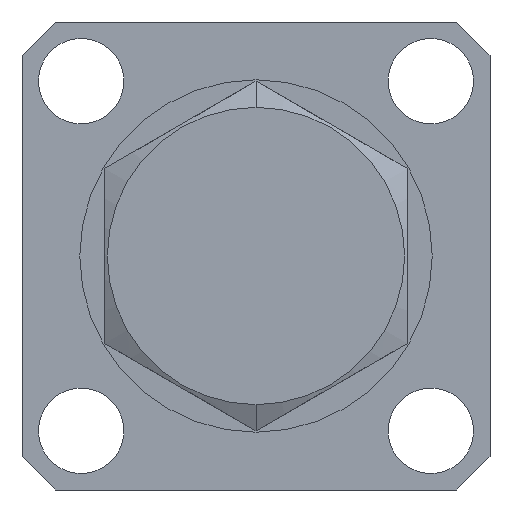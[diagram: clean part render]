
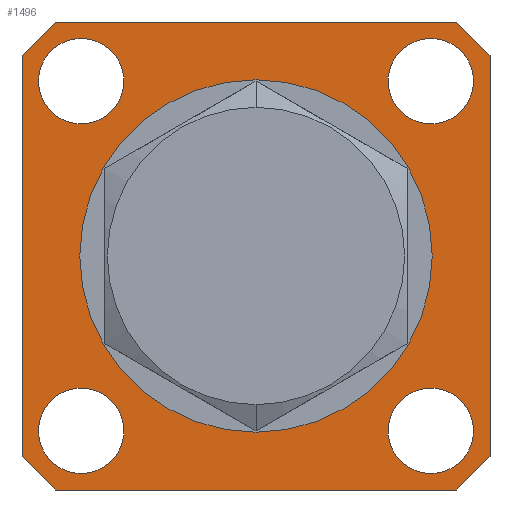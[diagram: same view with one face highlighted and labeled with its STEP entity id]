
A CAD part, front view. The second image highlights one B-rep face of the part: STEP entity #1496.
In plain terms, the highlighted planar face has unit normal (0, -1, 0).
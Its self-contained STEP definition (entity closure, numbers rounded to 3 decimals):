
#167=CARTESIAN_POINT('',(0.,-3.2,0.));
#168=DIRECTION('',(0.,1.,0.));
#169=DIRECTION('',(0.,0.,-1.));
#170=AXIS2_PLACEMENT_3D('',#167,#168,#169);
#177=CARTESIAN_POINT('',(6.35,-3.2,6.35));
#178=DIRECTION('',(0.,-1.,0.));
#179=DIRECTION('',(-1.,0.,0.));
#180=AXIS2_PLACEMENT_3D('',#177,#178,#179);
#182=CARTESIAN_POINT('',(6.35,-3.2,6.35));
#183=DIRECTION('',(0.,-1.,0.));
#184=DIRECTION('',(1.,0.,0.));
#185=AXIS2_PLACEMENT_3D('',#182,#183,#184);
#187=CARTESIAN_POINT('',(-6.35,-3.2,6.35));
#188=DIRECTION('',(0.,-1.,0.));
#189=DIRECTION('',(-1.,0.,0.));
#190=AXIS2_PLACEMENT_3D('',#187,#188,#189);
#192=CARTESIAN_POINT('',(-6.35,-3.2,6.35));
#193=DIRECTION('',(0.,-1.,0.));
#194=DIRECTION('',(1.,0.,0.));
#195=AXIS2_PLACEMENT_3D('',#192,#193,#194);
#197=CARTESIAN_POINT('',(-6.35,-3.2,-6.35));
#198=DIRECTION('',(0.,-1.,0.));
#199=DIRECTION('',(-1.,0.,0.));
#200=AXIS2_PLACEMENT_3D('',#197,#198,#199);
#202=CARTESIAN_POINT('',(-6.35,-3.2,-6.35));
#203=DIRECTION('',(0.,-1.,0.));
#204=DIRECTION('',(1.,0.,0.));
#205=AXIS2_PLACEMENT_3D('',#202,#203,#204);
#207=CARTESIAN_POINT('',(6.35,-3.2,-6.35));
#208=DIRECTION('',(0.,-1.,0.));
#209=DIRECTION('',(-1.,0.,0.));
#210=AXIS2_PLACEMENT_3D('',#207,#208,#209);
#212=CARTESIAN_POINT('',(6.35,-3.2,-6.35));
#213=DIRECTION('',(0.,-1.,0.));
#214=DIRECTION('',(1.,0.,0.));
#215=AXIS2_PLACEMENT_3D('',#212,#213,#214);
#217=DIRECTION('',(0.707,0.,0.707));
#218=VECTOR('',#217,1.697);
#219=CARTESIAN_POINT('',(7.3,-3.2,-8.5));
#220=LINE('',#219,#218);
#221=DIRECTION('',(-1.,0.,0.));
#222=VECTOR('',#221,14.6);
#223=CARTESIAN_POINT('',(7.3,-3.2,-8.5));
#224=LINE('',#223,#222);
#225=DIRECTION('',(0.707,0.,-0.707));
#226=VECTOR('',#225,1.697);
#227=CARTESIAN_POINT('',(-8.5,-3.2,-7.3));
#228=LINE('',#227,#226);
#229=DIRECTION('',(0.,0.,1.));
#230=VECTOR('',#229,14.6);
#231=CARTESIAN_POINT('',(-8.5,-3.2,-7.3));
#232=LINE('',#231,#230);
#233=DIRECTION('',(-0.707,0.,-0.707));
#234=VECTOR('',#233,1.697);
#235=CARTESIAN_POINT('',(-7.3,-3.2,8.5));
#236=LINE('',#235,#234);
#237=DIRECTION('',(1.,0.,0.));
#238=VECTOR('',#237,14.6);
#239=CARTESIAN_POINT('',(-7.3,-3.2,8.5));
#240=LINE('',#239,#238);
#241=DIRECTION('',(-0.707,0.,0.707));
#242=VECTOR('',#241,1.697);
#243=CARTESIAN_POINT('',(8.5,-3.2,7.3));
#244=LINE('',#243,#242);
#245=DIRECTION('',(0.,0.,-1.));
#246=VECTOR('',#245,14.6);
#247=CARTESIAN_POINT('',(8.5,-3.2,7.3));
#248=LINE('',#247,#246);
#967=CARTESIAN_POINT('',(0.,-3.2,0.));
#968=DIRECTION('',(0.,1.,0.));
#969=DIRECTION('',(0.,0.,1.));
#970=AXIS2_PLACEMENT_3D('',#967,#968,#969);
#1047=CARTESIAN_POINT('',(4.8,-3.2,6.35));
#1048=CARTESIAN_POINT('',(7.9,-3.2,6.35));
#1049=VERTEX_POINT('',#1047);
#1050=VERTEX_POINT('',#1048);
#1051=CARTESIAN_POINT('',(-7.9,-3.2,6.35));
#1052=CARTESIAN_POINT('',(-4.8,-3.2,6.35));
#1053=VERTEX_POINT('',#1051);
#1054=VERTEX_POINT('',#1052);
#1055=CARTESIAN_POINT('',(-7.9,-3.2,-6.35));
#1056=CARTESIAN_POINT('',(-4.8,-3.2,-6.35));
#1057=VERTEX_POINT('',#1055);
#1058=VERTEX_POINT('',#1056);
#1059=CARTESIAN_POINT('',(4.8,-3.2,-6.35));
#1060=CARTESIAN_POINT('',(7.9,-3.2,-6.35));
#1061=VERTEX_POINT('',#1059);
#1062=VERTEX_POINT('',#1060);
#1063=CARTESIAN_POINT('',(0.,-3.2,-6.4));
#1064=CARTESIAN_POINT('',(0.,-3.2,6.4));
#1065=VERTEX_POINT('',#1063);
#1066=VERTEX_POINT('',#1064);
#1067=CARTESIAN_POINT('',(7.3,-3.2,-8.5));
#1068=CARTESIAN_POINT('',(8.5,-3.2,-7.3));
#1069=VERTEX_POINT('',#1067);
#1070=VERTEX_POINT('',#1068);
#1075=CARTESIAN_POINT('',(8.5,-3.2,7.3));
#1076=CARTESIAN_POINT('',(7.3,-3.2,8.5));
#1077=VERTEX_POINT('',#1075);
#1078=VERTEX_POINT('',#1076);
#1087=CARTESIAN_POINT('',(-7.3,-3.2,-8.5));
#1088=VERTEX_POINT('',#1087);
#1089=CARTESIAN_POINT('',(-7.3,-3.2,8.5));
#1090=VERTEX_POINT('',#1089);
#1091=CARTESIAN_POINT('',(-8.5,-3.2,-7.3));
#1092=VERTEX_POINT('',#1091);
#1095=CARTESIAN_POINT('',(-8.5,-3.2,7.3));
#1096=VERTEX_POINT('',#1095);
#1444=CARTESIAN_POINT('',(0.,-3.2,0.));
#1445=DIRECTION('',(0.,1.,0.));
#1446=DIRECTION('',(-1.,0.,0.));
#1447=AXIS2_PLACEMENT_3D('',#1444,#1445,#1446);
#1448=PLANE('',#1447);
#1450=ORIENTED_EDGE('',*,*,#1449,.F.);
#1452=ORIENTED_EDGE('',*,*,#1451,.T.);
#1454=ORIENTED_EDGE('',*,*,#1453,.F.);
#1456=ORIENTED_EDGE('',*,*,#1455,.T.);
#1458=ORIENTED_EDGE('',*,*,#1457,.F.);
#1460=ORIENTED_EDGE('',*,*,#1459,.T.);
#1462=ORIENTED_EDGE('',*,*,#1461,.F.);
#1464=ORIENTED_EDGE('',*,*,#1463,.T.);
#1465=EDGE_LOOP('',(#1450,#1452,#1454,#1456,#1458,#1460,#1462,#1464));
#1466=FACE_OUTER_BOUND('',#1465,.F.);
#1468=ORIENTED_EDGE('',*,*,#1467,.T.);
#1470=ORIENTED_EDGE('',*,*,#1469,.T.);
#1471=EDGE_LOOP('',(#1468,#1470));
#1472=FACE_BOUND('',#1471,.F.);
#1474=ORIENTED_EDGE('',*,*,#1473,.T.);
#1476=ORIENTED_EDGE('',*,*,#1475,.T.);
#1477=EDGE_LOOP('',(#1474,#1476));
#1478=FACE_BOUND('',#1477,.F.);
#1480=ORIENTED_EDGE('',*,*,#1479,.T.);
#1482=ORIENTED_EDGE('',*,*,#1481,.T.);
#1483=EDGE_LOOP('',(#1480,#1482));
#1484=FACE_BOUND('',#1483,.F.);
#1485=ORIENTED_EDGE('',*,*,#1434,.F.);
#1487=ORIENTED_EDGE('',*,*,#1486,.F.);
#1488=EDGE_LOOP('',(#1485,#1487));
#1489=FACE_BOUND('',#1488,.F.);
#1491=ORIENTED_EDGE('',*,*,#1490,.T.);
#1493=ORIENTED_EDGE('',*,*,#1492,.T.);
#1494=EDGE_LOOP('',(#1491,#1493));
#1495=FACE_BOUND('',#1494,.F.);
#171=CIRCLE('',#170,6.4);
#181=CIRCLE('',#180,1.55);
#186=CIRCLE('',#185,1.55);
#191=CIRCLE('',#190,1.55);
#196=CIRCLE('',#195,1.55);
#201=CIRCLE('',#200,1.55);
#206=CIRCLE('',#205,1.55);
#211=CIRCLE('',#210,1.55);
#216=CIRCLE('',#215,1.55);
#971=CIRCLE('',#970,6.4);
#1434=EDGE_CURVE('',#1065,#1066,#171,.T.);
#1449=EDGE_CURVE('',#1069,#1070,#220,.T.);
#1451=EDGE_CURVE('',#1069,#1088,#224,.T.);
#1453=EDGE_CURVE('',#1092,#1088,#228,.T.);
#1455=EDGE_CURVE('',#1092,#1096,#232,.T.);
#1457=EDGE_CURVE('',#1090,#1096,#236,.T.);
#1459=EDGE_CURVE('',#1090,#1078,#240,.T.);
#1461=EDGE_CURVE('',#1077,#1078,#244,.T.);
#1463=EDGE_CURVE('',#1077,#1070,#248,.T.);
#1467=EDGE_CURVE('',#1053,#1054,#191,.T.);
#1469=EDGE_CURVE('',#1054,#1053,#196,.T.);
#1473=EDGE_CURVE('',#1057,#1058,#201,.T.);
#1475=EDGE_CURVE('',#1058,#1057,#206,.T.);
#1479=EDGE_CURVE('',#1061,#1062,#211,.T.);
#1481=EDGE_CURVE('',#1062,#1061,#216,.T.);
#1486=EDGE_CURVE('',#1066,#1065,#971,.T.);
#1490=EDGE_CURVE('',#1049,#1050,#181,.T.);
#1492=EDGE_CURVE('',#1050,#1049,#186,.T.);
#1496=ADVANCED_FACE('',(#1466,#1472,#1478,#1484,#1489,#1495),#1448,.F.);
